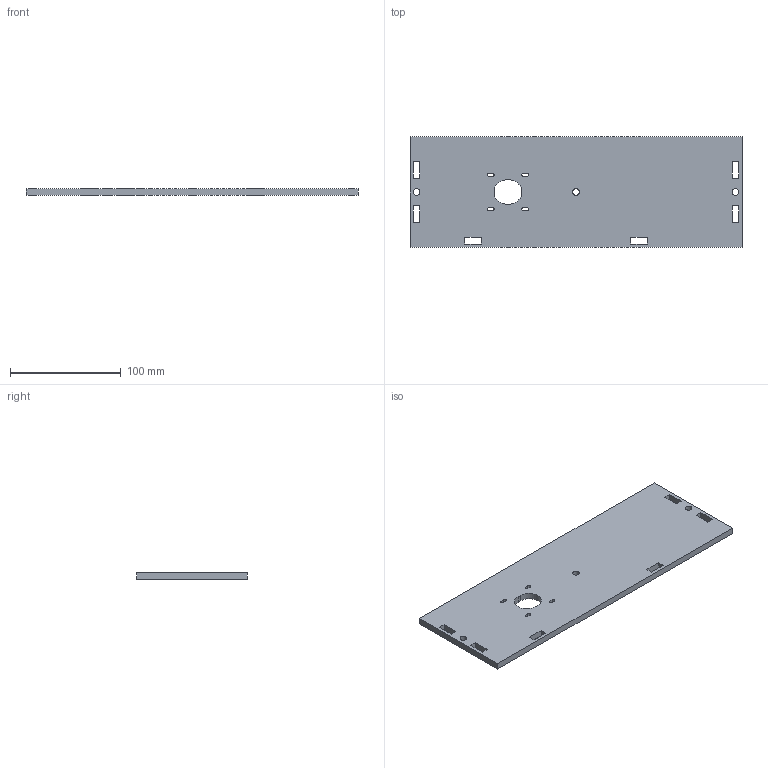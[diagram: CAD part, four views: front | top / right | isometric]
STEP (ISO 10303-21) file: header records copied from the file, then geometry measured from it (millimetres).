
FILE_DESCRIPTION(/* description */ (''),/* implementation_level */ '2;1');
FILE_NAME(/* name */ 'Base Tray.step',/* time_stamp */ '2020-08-29T16:42:59-07:00',/* author */ (''),/* organization */ (''),/* preprocessor_version */ 'ST-DEVELOPER v18.1',/* originating_system */ 'Autodesk Translation Framework v9.3.0.1241',/* authorisation */ '');
FILE_SCHEMA (('AUTOMOTIVE_DESIGN { 1 0 10303 214 3 1 1 }'));
Length unit declared in the file: millimetre
Products named in the file (1): Base Tray
Bounding box: 300 x 100 x 6 mm (x, y, z)
Volume: 173194.2 mm3; surface area: 65201.7 mm2
Topology: 1 solids, 1 shells, 53 faces, 153 edges, 102 vertices
Faces by surface type: plane 40, cylinder 13
Full cylindrical faces by diameter (mm): 5.9 x1, 6 x2
Entity records: 1822 total; most frequent: CARTESIAN_POINT 309, ORIENTED_EDGE 306, DIRECTION 287, EDGE_CURVE 153, LINE 127, VECTOR 127, VERTEX_POINT 102, EDGE_LOOP 81
